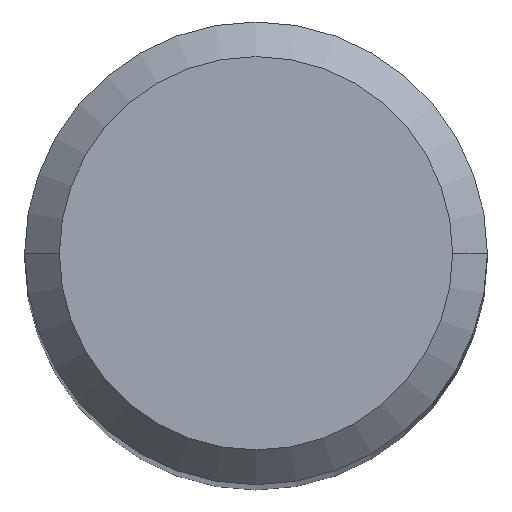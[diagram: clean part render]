
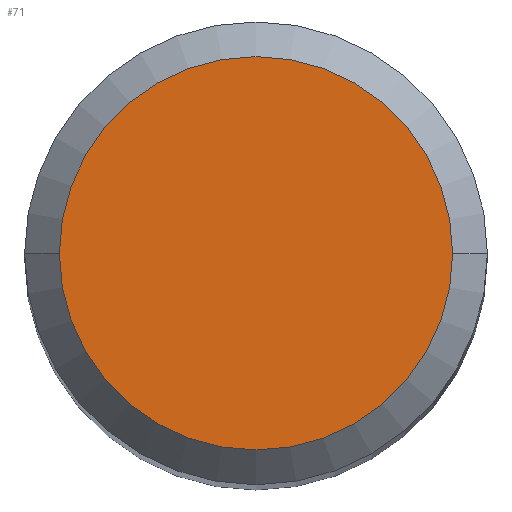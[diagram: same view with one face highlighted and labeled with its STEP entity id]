
A CAD part, top view. The second image highlights one B-rep face of the part: STEP entity #71.
In plain terms, the highlighted planar face has unit normal (0, 0, 1).
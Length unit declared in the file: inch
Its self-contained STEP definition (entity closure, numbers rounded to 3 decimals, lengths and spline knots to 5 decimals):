
#15 = FACE_OUTER_BOUND ( 'NONE', #427, .T. ) ;
#22 = VERTEX_POINT ( 'NONE', #355 ) ;
#42 = DIRECTION ( 'NONE',  ( 1., 0., 0. ) ) ;
#52 = PLANE ( 'NONE',  #461 ) ;
#67 = VERTEX_POINT ( 'NONE', #116 ) ;
#71 = ADVANCED_FACE ( 'NONE', ( #15 ), #52, .F. ) ;
#76 = ORIENTED_EDGE ( 'NONE', *, *, #345, .T. ) ;
#84 = DIRECTION ( 'NONE',  ( -1., 0., 0. ) ) ;
#90 = DIRECTION ( 'NONE',  ( 0., 0., 1. ) ) ;
#116 = CARTESIAN_POINT ( 'NONE',  ( 0.10625, 0., 0. ) ) ;
#119 = EDGE_CURVE ( 'NONE', #67, #22, #166, .T. ) ;
#151 = AXIS2_PLACEMENT_3D ( 'NONE', #206, #90, #42 ) ;
#166 = CIRCLE ( 'NONE', #151, 0.10625 ) ;
#206 = CARTESIAN_POINT ( 'NONE',  ( 0., 0., 0. ) ) ;
#251 = CARTESIAN_POINT ( 'NONE',  ( 0., 0., 0. ) ) ;
#324 = DIRECTION ( 'NONE',  ( 0., 0., 1. ) ) ;
#345 = EDGE_CURVE ( 'NONE', #22, #67, #424, .T. ) ;
#355 = CARTESIAN_POINT ( 'NONE',  ( -0.10625, 0., 0. ) ) ;
#379 = ORIENTED_EDGE ( 'NONE', *, *, #119, .T. ) ;
#388 = CARTESIAN_POINT ( 'NONE',  ( 0., 0., 0. ) ) ;
#399 = DIRECTION ( 'NONE',  ( 1., 0., 0. ) ) ;
#424 = CIRCLE ( 'NONE', #463, 0.10625 ) ;
#427 = EDGE_LOOP ( 'NONE', ( #76, #379 ) ) ;
#461 = AXIS2_PLACEMENT_3D ( 'NONE', #388, #465, #84 ) ;
#463 = AXIS2_PLACEMENT_3D ( 'NONE', #251, #324, #399 ) ;
#465 = DIRECTION ( 'NONE',  ( 0., 0., -1. ) ) ;
